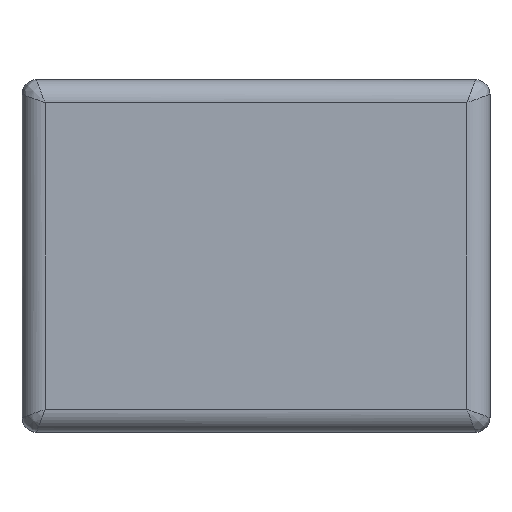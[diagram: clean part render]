
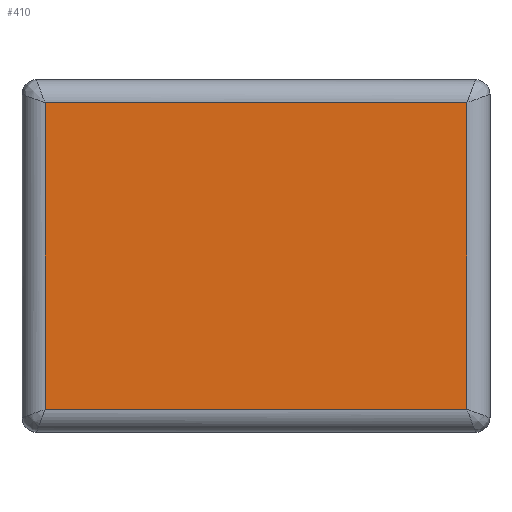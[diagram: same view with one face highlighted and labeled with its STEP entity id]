
A CAD part, left-side view. The second image highlights one B-rep face of the part: STEP entity #410.
In plain terms, the highlighted planar face has unit normal (-1, 0, 0).
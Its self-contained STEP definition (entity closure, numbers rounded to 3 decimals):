
#51 = VECTOR ( 'NONE', #1611, 1000. ) ;
#366 = EDGE_LOOP ( 'NONE', ( #2277, #2113, #1397, #2518 ) ) ;
#397 = CARTESIAN_POINT ( 'NONE',  ( -1.6, -0.81, 1.22 ) ) ;
#409 = FACE_OUTER_BOUND ( 'NONE', #366, .T. ) ;
#410 = ADVANCED_FACE ( 'NONE', ( #409 ), #2249, .F. ) ;
#551 = VECTOR ( 'NONE', #2271, 1000. ) ;
#560 = VERTEX_POINT ( 'NONE', #1978 ) ;
#600 = LINE ( 'NONE', #1874, #2388 ) ;
#788 = DIRECTION ( 'NONE',  ( 0., 0., -1. ) ) ;
#881 = VECTOR ( 'NONE', #2296, 1000. ) ;
#1024 = EDGE_CURVE ( 'NONE', #560, #1770, #1449, .T. ) ;
#1090 = CARTESIAN_POINT ( 'NONE',  ( -1.6, -0.73, 0.08 ) ) ;
#1198 = CARTESIAN_POINT ( 'NONE',  ( -1.6, -0.81, 1.14 ) ) ;
#1260 = CARTESIAN_POINT ( 'NONE',  ( -1.6, -0.73, 1.14 ) ) ;
#1397 = ORIENTED_EDGE ( 'NONE', *, *, #2528, .T. ) ;
#1449 = LINE ( 'NONE', #1512, #881 ) ;
#1512 = CARTESIAN_POINT ( 'NONE',  ( -1.6, 0.73, 1.22 ) ) ;
#1611 = DIRECTION ( 'NONE',  ( 0., 1., 0. ) ) ;
#1668 = DIRECTION ( 'NONE',  ( 0., -1., 0. ) ) ;
#1770 = VERTEX_POINT ( 'NONE', #2605 ) ;
#1829 = CARTESIAN_POINT ( 'NONE',  ( -1.6, -0.73, 1.22 ) ) ;
#1866 = EDGE_CURVE ( 'NONE', #1908, #560, #2645, .T. ) ;
#1874 = CARTESIAN_POINT ( 'NONE',  ( -1.6, 0., 0.08 ) ) ;
#1876 = DIRECTION ( 'NONE',  ( 1., 0., 0. ) ) ;
#1908 = VERTEX_POINT ( 'NONE', #1260 ) ;
#1912 = EDGE_CURVE ( 'NONE', #1770, #2664, #600, .T. ) ;
#1978 = CARTESIAN_POINT ( 'NONE',  ( -1.6, 0.73, 1.14 ) ) ;
#2101 = AXIS2_PLACEMENT_3D ( 'NONE', #397, #1876, #788 ) ;
#2113 = ORIENTED_EDGE ( 'NONE', *, *, #1912, .T. ) ;
#2249 = PLANE ( 'NONE',  #2101 ) ;
#2271 = DIRECTION ( 'NONE',  ( 0., 0., 1. ) ) ;
#2277 = ORIENTED_EDGE ( 'NONE', *, *, #1024, .T. ) ;
#2296 = DIRECTION ( 'NONE',  ( 0., 0., -1. ) ) ;
#2388 = VECTOR ( 'NONE', #1668, 1000. ) ;
#2476 = LINE ( 'NONE', #1829, #551 ) ;
#2518 = ORIENTED_EDGE ( 'NONE', *, *, #1866, .T. ) ;
#2528 = EDGE_CURVE ( 'NONE', #2664, #1908, #2476, .T. ) ;
#2605 = CARTESIAN_POINT ( 'NONE',  ( -1.6, 0.73, 0.08 ) ) ;
#2645 = LINE ( 'NONE', #1198, #51 ) ;
#2664 = VERTEX_POINT ( 'NONE', #1090 ) ;
